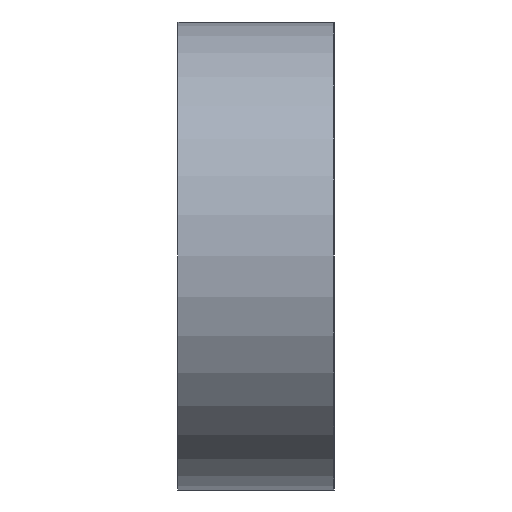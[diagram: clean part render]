
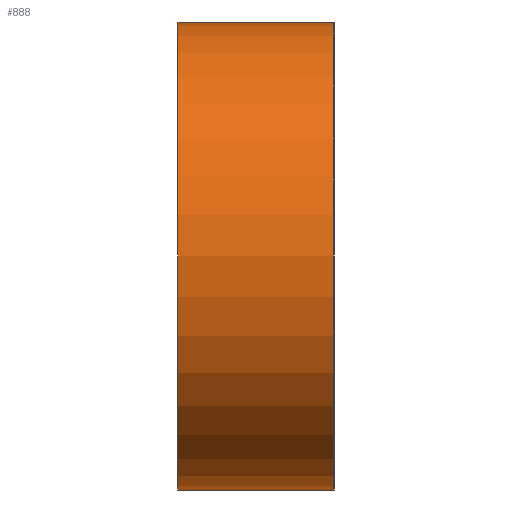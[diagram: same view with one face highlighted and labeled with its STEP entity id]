
A CAD part, left-side view. The second image highlights one B-rep face of the part: STEP entity #888.
In plain terms, the highlighted cylindrical face has radius 4.763 mm (diameter 9.525 mm), a partial arc.
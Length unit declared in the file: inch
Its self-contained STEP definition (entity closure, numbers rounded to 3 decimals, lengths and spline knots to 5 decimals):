
#45 = AXIS2_PLACEMENT_3D ( 'NONE', #487, #472, #355 ) ;
#76 = CARTESIAN_POINT ( 'NONE',  ( -3.85, 0.125, 0.1875 ) ) ;
#77 = CIRCLE ( 'NONE', #546, 0.1875 ) ;
#98 = EDGE_CURVE ( 'NONE', #1644, #725, #299, .T. ) ;
#160 = EDGE_CURVE ( 'NONE', #1273, #725, #495, .T. ) ;
#183 = EDGE_CURVE ( 'NONE', #1313, #1273, #77, .T. ) ;
#220 = DIRECTION ( 'NONE',  ( 0., 0., 1. ) ) ;
#242 = EDGE_CURVE ( 'NONE', #1313, #1644, #1284, .T. ) ;
#288 = DIRECTION ( 'NONE',  ( 0., -1., 0. ) ) ;
#299 = CIRCLE ( 'NONE', #45, 0.1875 ) ;
#343 = AXIS2_PLACEMENT_3D ( 'NONE', #1659, #288, #828 ) ;
#355 = DIRECTION ( 'NONE',  ( 0., 0., 1. ) ) ;
#383 = CARTESIAN_POINT ( 'NONE',  ( -3.85, 0., 0.1875 ) ) ;
#452 = VECTOR ( 'NONE', #1743, 39.37008 ) ;
#472 = DIRECTION ( 'NONE',  ( 0., 1., 0. ) ) ;
#487 = CARTESIAN_POINT ( 'NONE',  ( -3.85, 0., 0. ) ) ;
#495 = LINE ( 'NONE', #1184, #452 ) ;
#544 = CARTESIAN_POINT ( 'NONE',  ( -3.85, 0.125, 0. ) ) ;
#546 = AXIS2_PLACEMENT_3D ( 'NONE', #544, #1655, #220 ) ;
#579 = CARTESIAN_POINT ( 'NONE',  ( -3.85, 0., -0.1875 ) ) ;
#661 = ORIENTED_EDGE ( 'NONE', *, *, #160, .F. ) ;
#725 = VERTEX_POINT ( 'NONE', #383 ) ;
#828 = DIRECTION ( 'NONE',  ( 0., 0., -1. ) ) ;
#888 = ADVANCED_FACE ( 'NONE', ( #1703 ), #969, .T. ) ;
#906 = CARTESIAN_POINT ( 'NONE',  ( -3.85, 0.125, -0.1875 ) ) ;
#915 = EDGE_LOOP ( 'NONE', ( #1777, #661, #1601, #1034 ) ) ;
#969 = CYLINDRICAL_SURFACE ( 'NONE', #343, 0.1875 ) ;
#1034 = ORIENTED_EDGE ( 'NONE', *, *, #242, .T. ) ;
#1184 = CARTESIAN_POINT ( 'NONE',  ( -3.85, 0.125, 0.1875 ) ) ;
#1273 = VERTEX_POINT ( 'NONE', #76 ) ;
#1284 = LINE ( 'NONE', #1649, #1653 ) ;
#1313 = VERTEX_POINT ( 'NONE', #906 ) ;
#1512 = DIRECTION ( 'NONE',  ( 0., -1., 0. ) ) ;
#1601 = ORIENTED_EDGE ( 'NONE', *, *, #183, .F. ) ;
#1644 = VERTEX_POINT ( 'NONE', #579 ) ;
#1649 = CARTESIAN_POINT ( 'NONE',  ( -3.85, 0.125, -0.1875 ) ) ;
#1653 = VECTOR ( 'NONE', #1512, 39.37008 ) ;
#1655 = DIRECTION ( 'NONE',  ( 0., 1., 0. ) ) ;
#1659 = CARTESIAN_POINT ( 'NONE',  ( -3.85, 0.125, 0. ) ) ;
#1703 = FACE_OUTER_BOUND ( 'NONE', #915, .T. ) ;
#1743 = DIRECTION ( 'NONE',  ( 0., -1., 0. ) ) ;
#1777 = ORIENTED_EDGE ( 'NONE', *, *, #98, .T. ) ;
